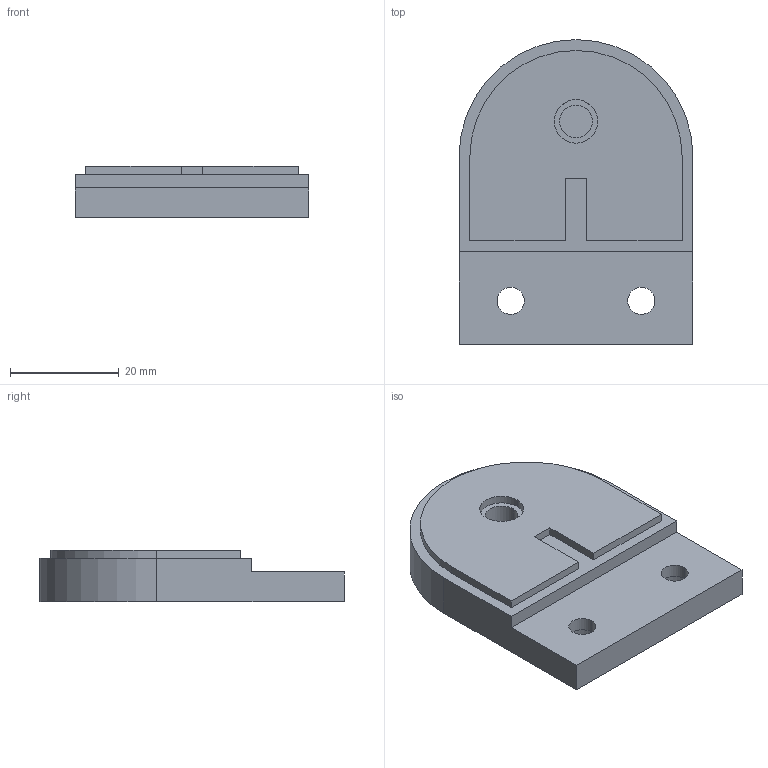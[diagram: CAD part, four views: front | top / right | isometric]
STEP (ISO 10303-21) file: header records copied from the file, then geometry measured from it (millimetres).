
FILE_DESCRIPTION (( 'STEP AP203' ), '1' );
FILE_NAME ('3D_GG4324_Seitenwand_188758730.STEP', '2024-10-30T15:50:30', ( '' ), ( '' ), 'SwSTEP 2.0', 'SolidWorks 2023', '' );
FILE_SCHEMA (( 'CONFIG_CONTROL_DESIGN' ));
Length unit declared in the file: millimetre
Products named in the file (1): 3D_GG4324_Seitenwand_188758730
Bounding box: 43 x 56 x 9.5 mm (x, y, z)
Volume: 16995.2 mm3; surface area: 8477.3 mm2
Topology: 2 solids, 2 shells, 33 faces, 78 edges, 52 vertices
Faces by surface type: plane 19, cylinder 14
Entity records: 1047 total; most frequent: DIRECTION 174, CARTESIAN_POINT 164, ORIENTED_EDGE 156, EDGE_CURVE 78, AXIS2_PLACEMENT_3D 62, VERTEX_POINT 52, LINE 50, VECTOR 50
